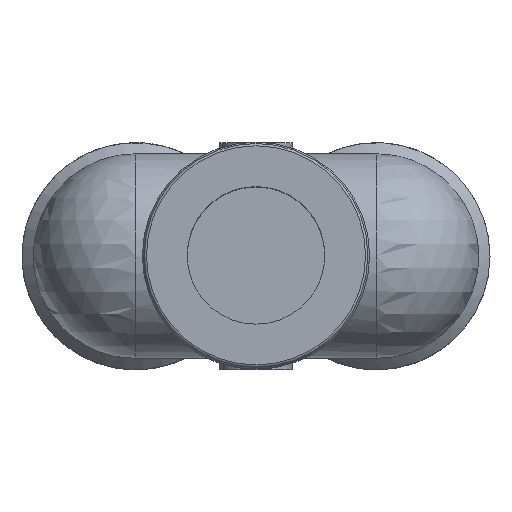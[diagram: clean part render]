
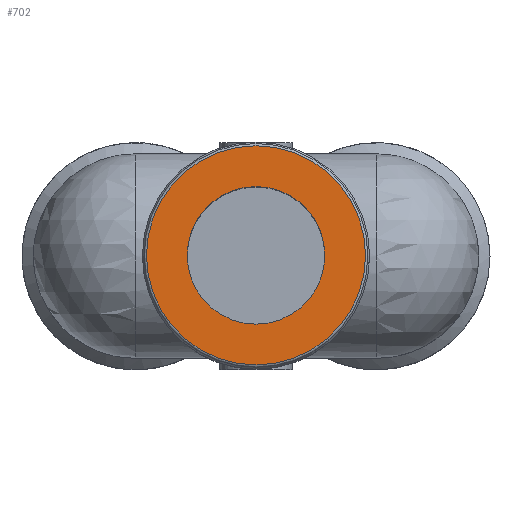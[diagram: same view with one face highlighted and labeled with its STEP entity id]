
A CAD part, top view. The second image highlights one B-rep face of the part: STEP entity #702.
In plain terms, the highlighted planar face has unit normal (0, 0, 1).
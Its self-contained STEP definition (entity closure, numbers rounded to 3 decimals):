
#24=PLANE('',#807);
#78=CIRCLE('',#806,9.55);
#79=CIRCLE('',#808,6.);
#194=ORIENTED_EDGE('',*,*,#324,.F.);
#195=ORIENTED_EDGE('',*,*,#323,.T.);
#323=EDGE_CURVE('',#392,#392,#78,.T.);
#324=EDGE_CURVE('',#393,#393,#79,.T.);
#392=VERTEX_POINT('',#1300);
#393=VERTEX_POINT('',#1303);
#477=EDGE_LOOP('',(#194));
#478=EDGE_LOOP('',(#195));
#585=FACE_BOUND('',#477,.T.);
#586=FACE_BOUND('',#478,.T.);
#702=ADVANCED_FACE('',(#585,#586),#24,.F.);
#806=AXIS2_PLACEMENT_3D('',#1299,#986,#987);
#807=AXIS2_PLACEMENT_3D('',#1301,#988,#989);
#808=AXIS2_PLACEMENT_3D('',#1302,#990,#991);
#986=DIRECTION('',(0.,0.,1.));
#987=DIRECTION('',(1.,0.,0.));
#988=DIRECTION('',(0.,0.,-1.));
#989=DIRECTION('',(-1.,0.,0.));
#990=DIRECTION('',(0.,0.,1.));
#991=DIRECTION('',(1.,0.,0.));
#1299=CARTESIAN_POINT('',(0.,0.,32.4));
#1300=CARTESIAN_POINT('',(9.55,0.,32.4));
#1301=CARTESIAN_POINT('',(9.55,0.,32.4));
#1302=CARTESIAN_POINT('',(0.,0.,32.4));
#1303=CARTESIAN_POINT('',(6.,0.,32.4));
